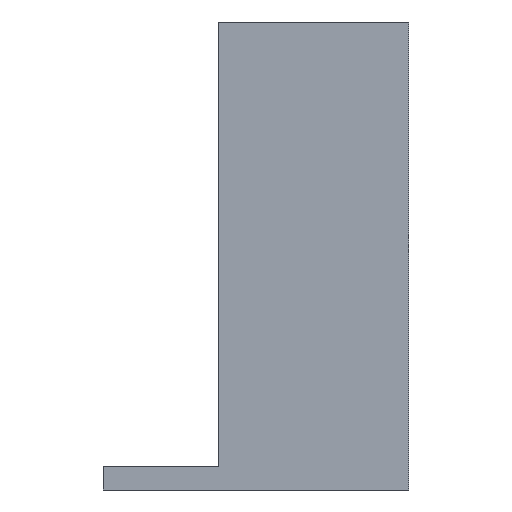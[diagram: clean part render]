
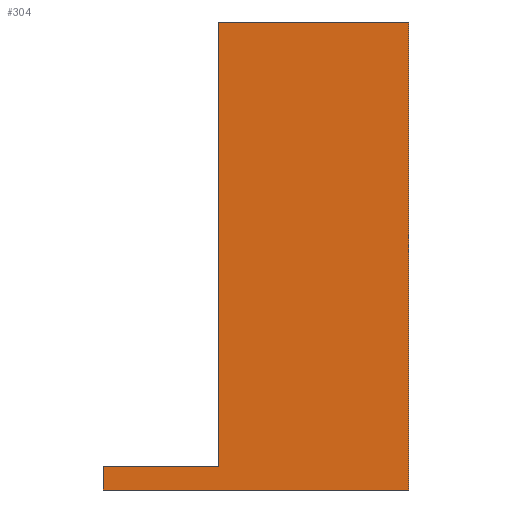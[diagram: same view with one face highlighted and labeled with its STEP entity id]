
A CAD part, left-side view. The second image highlights one B-rep face of the part: STEP entity #304.
In plain terms, the highlighted planar face has unit normal (-1, 0, 0).
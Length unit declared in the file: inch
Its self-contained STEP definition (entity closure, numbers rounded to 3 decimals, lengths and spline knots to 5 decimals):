
#65=PLANE('',#352);
#81=FACE_OUTER_BOUND('',#98,.T.);
#98=EDGE_LOOP('',(#261,#262,#263,#264,#265,#266));
#114=LINE('',#468,#137);
#117=LINE('',#483,#140);
#123=LINE('',#495,#146);
#124=LINE('',#497,#147);
#127=LINE('',#504,#150);
#128=LINE('',#505,#151);
#137=VECTOR('',#390,0.3937);
#140=VECTOR('',#405,0.3937);
#146=VECTOR('',#413,0.3937);
#147=VECTOR('',#416,0.3937);
#150=VECTOR('',#425,0.3937);
#151=VECTOR('',#426,0.3937);
#172=VERTEX_POINT('',#461);
#175=VERTEX_POINT('',#466);
#180=VERTEX_POINT('',#480);
#181=VERTEX_POINT('',#482);
#184=VERTEX_POINT('',#489);
#186=VERTEX_POINT('',#493);
#200=EDGE_CURVE('',#172,#175,#114,.T.);
#206=EDGE_CURVE('',#180,#181,#117,.T.);
#212=EDGE_CURVE('',#184,#186,#123,.T.);
#213=EDGE_CURVE('',#181,#186,#124,.T.);
#217=EDGE_CURVE('',#180,#172,#127,.T.);
#218=EDGE_CURVE('',#184,#175,#128,.T.);
#261=ORIENTED_EDGE('',*,*,#217,.T.);
#262=ORIENTED_EDGE('',*,*,#200,.T.);
#263=ORIENTED_EDGE('',*,*,#218,.F.);
#264=ORIENTED_EDGE('',*,*,#212,.T.);
#265=ORIENTED_EDGE('',*,*,#213,.F.);
#266=ORIENTED_EDGE('',*,*,#206,.F.);
#304=ADVANCED_FACE('',(#81),#65,.T.);
#352=AXIS2_PLACEMENT_3D('',#503,#423,#424);
#390=DIRECTION('',(0.,1.,0.));
#405=DIRECTION('',(0.,1.,0.));
#413=DIRECTION('',(0.,1.,0.));
#416=DIRECTION('',(0.,0.,1.));
#423=DIRECTION('center_axis',(-1.,0.,0.));
#424=DIRECTION('ref_axis',(0.,0.,1.));
#425=DIRECTION('',(0.,0.,1.));
#426=DIRECTION('',(0.,0.,1.));
#461=CARTESIAN_POINT('',(-1.2,0.,0.35));
#466=CARTESIAN_POINT('',(-1.2,0.41,0.35));
#468=CARTESIAN_POINT('',(-1.2,0.,0.35));
#480=CARTESIAN_POINT('',(-1.2,0.,-0.65972));
#482=CARTESIAN_POINT('',(-1.2,0.66,-0.65972));
#483=CARTESIAN_POINT('',(-1.2,0.,-0.65972));
#489=CARTESIAN_POINT('',(-1.2,0.41,-0.61));
#493=CARTESIAN_POINT('',(-1.2,0.66,-0.61));
#495=CARTESIAN_POINT('',(-1.2,0.,-0.61));
#497=CARTESIAN_POINT('',(-1.2,0.66,-0.62));
#503=CARTESIAN_POINT('Origin',(-1.2,0.,-0.61));
#504=CARTESIAN_POINT('',(-1.2,0.,-0.62));
#505=CARTESIAN_POINT('',(-1.2,0.41,-0.62));
